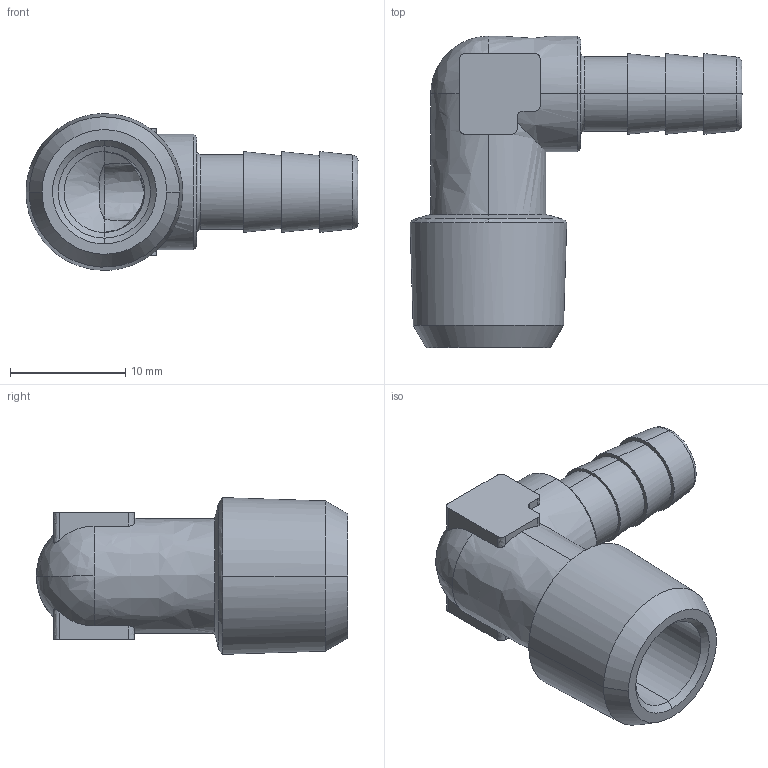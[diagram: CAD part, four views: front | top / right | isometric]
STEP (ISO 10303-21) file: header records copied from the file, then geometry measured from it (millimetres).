
FILE_DESCRIPTION (( 'STEP AP214' ), '1' );
FILE_NAME ('DRF.SP02-07_L.STEP', '2018-09-05T13:40:51', ( '' ), ( '' ), 'SwSTEP 2.0', 'SolidWorks 2018', '' );
FILE_SCHEMA (( 'AUTOMOTIVE_DESIGN' ));
Length unit declared in the file: millimetre
Products named in the file (1): DRF.SP02-07_L
Bounding box: 28.8 x 27 x 13.6 mm (x, y, z)
Volume: 2138.8 mm3; surface area: 2398.1 mm2
Topology: 1 solids, 1 shells, 74 faces, 182 edges, 112 vertices
Faces by surface type: bspline 74
Entity records: 3281 total; most frequent: CARTESIAN_POINT 2202, ORIENTED_EDGE 360, EDGE_CURVE 180, B_SPLINE_CURVE_WITH_KNOTS 132, VERTEX_POINT 112, EDGE_LOOP 80, ADVANCED_FACE 74, FACE_OUTER_BOUND 74
